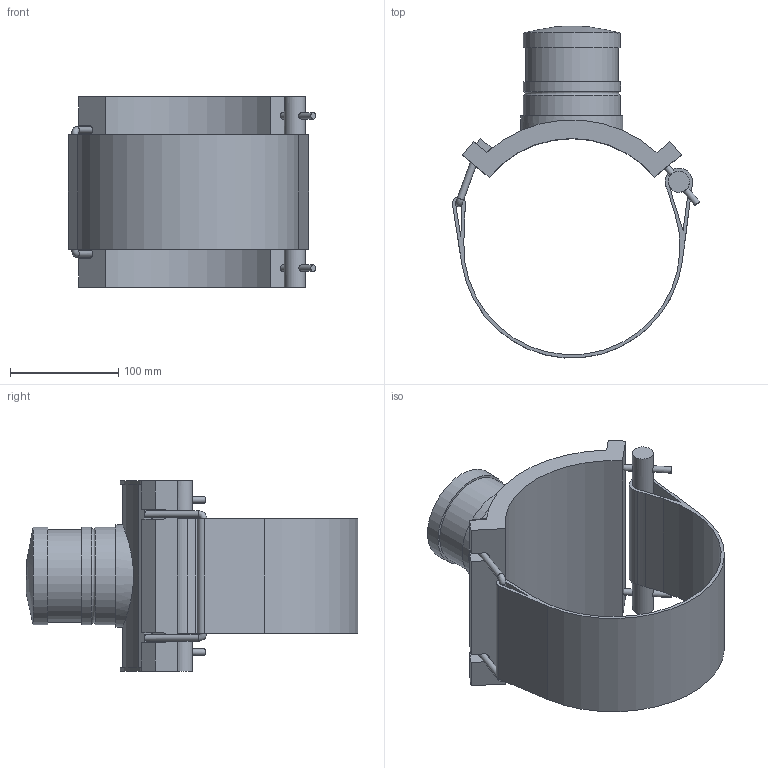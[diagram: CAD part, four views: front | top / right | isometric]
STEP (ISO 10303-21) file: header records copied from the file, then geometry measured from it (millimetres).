
FILE_DESCRIPTION(/* description */ ('PLASSON BALLOON SADDLE 200-2.1/2"'),/* implementation_level */ '2;1');
FILE_NAME(/* name */ '496804200025.ipt.stp',/* time_stamp */ '2017-11-06T09:20:25+02:00',/* author */ ('KIM'),/* organization */ (''),/* preprocessor_version */ 'ST-DEVELOPER v15.6',/* originating_system */ 'Autodesk Inventor 2015',/* authorisation */ '');
FILE_SCHEMA (('AUTOMOTIVE_DESIGN { 1 0 10303 214 3 1 1 }'));
Length unit declared in the file: millimetre
Products named in the file (1): 496804200025
Bounding box: 228.72 x 306.92 x 176 mm (x, y, z)
Volume: 1392175.5 mm3; surface area: 261295.9 mm2
Topology: 2 solids, 2 shells, 72 faces, 182 edges, 115 vertices
Faces by surface type: plane 43, cylinder 25, torus 3, sphere 1
Full cylindrical faces by diameter (mm): 6 x6, 19.385 x1, 85.5 x1, 90 x3, 94.5 x1
Entity records: 2240 total; most frequent: CARTESIAN_POINT 537, DIRECTION 351, ORIENTED_EDGE 318, EDGE_CURVE 159, AXIS2_PLACEMENT_3D 124, VERTEX_POINT 108, LINE 103, VECTOR 103
